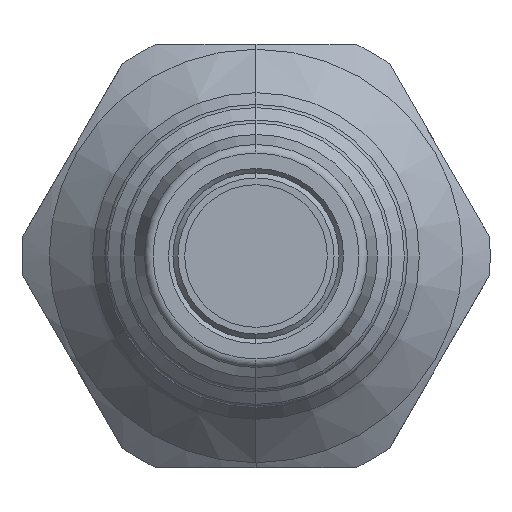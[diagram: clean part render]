
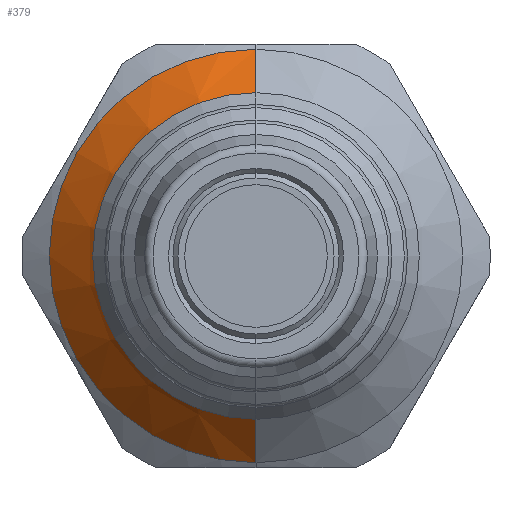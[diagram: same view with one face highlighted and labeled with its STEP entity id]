
A CAD part, left-side view. The second image highlights one B-rep face of the part: STEP entity #379.
In plain terms, the highlighted conical face has half-angle 45 degrees and reference radius 9.275 mm.
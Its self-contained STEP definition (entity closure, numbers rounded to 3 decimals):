
#14 = DIRECTION ( 'NONE',  ( 0., 0., 1. ) ) ;
#15 = CARTESIAN_POINT ( 'NONE',  ( -22.7, 0., 0. ) ) ;
#16 = DIRECTION ( 'NONE',  ( -1., 0., 0. ) ) ;
#21 = DIRECTION ( 'NONE',  ( 0., 0., 1. ) ) ;
#22 = DIRECTION ( 'NONE',  ( -1., 0., 0. ) ) ;
#23 = DIRECTION ( 'NONE',  ( 0.707, 0., 0.707 ) ) ;
#24 = CARTESIAN_POINT ( 'NONE',  ( -26.125, 0., 0. ) ) ;
#26 = CARTESIAN_POINT ( 'NONE',  ( -22.7, 0., 9.275 ) ) ;
#27 = DIRECTION ( 'NONE',  ( 0.707, 0., -0.707 ) ) ;
#30 = CARTESIAN_POINT ( 'NONE',  ( -22.7, 0., -9.275 ) ) ;
#159 = EDGE_CURVE ( 'NONE', #724, #695, #1039, .T. ) ;
#160 = EDGE_CURVE ( 'NONE', #685, #673, #1037, .T. ) ;
#161 = EDGE_CURVE ( 'NONE', #685, #724, #1034, .T. ) ;
#164 = EDGE_CURVE ( 'NONE', #673, #695, #1031, .T. ) ;
#357 = AXIS2_PLACEMENT_3D ( 'NONE', #15, #16, #14 ) ;
#358 = AXIS2_PLACEMENT_3D ( 'NONE', #24, #22, #21 ) ;
#379 = ADVANCED_FACE ( 'NONE', ( #842 ), #841, .T. ) ;
#673 = VERTEX_POINT ( 'NONE', #1466 ) ;
#685 = VERTEX_POINT ( 'NONE', #1453 ) ;
#695 = VERTEX_POINT ( 'NONE', #1444 ) ;
#724 = VERTEX_POINT ( 'NONE', #1544 ) ;
#841 = CONICAL_SURFACE ( 'NONE', #1434, 9.275, 0.785 ) ;
#842 = FACE_OUTER_BOUND ( 'NONE', #1338, .T. ) ;
#1031 = CIRCLE ( 'NONE', #357, 9.275 ) ;
#1034 = CIRCLE ( 'NONE', #358, 5.85 ) ;
#1036 = VECTOR ( 'NONE', #23, 1000. ) ;
#1037 = LINE ( 'NONE', #26, #1036 ) ;
#1038 = VECTOR ( 'NONE', #27, 1000. ) ;
#1039 = LINE ( 'NONE', #30, #1038 ) ;
#1149 = ORIENTED_EDGE ( 'NONE', *, *, #161, .F. ) ;
#1150 = ORIENTED_EDGE ( 'NONE', *, *, #160, .T. ) ;
#1151 = ORIENTED_EDGE ( 'NONE', *, *, #164, .T. ) ;
#1152 = ORIENTED_EDGE ( 'NONE', *, *, #159, .F. ) ;
#1338 = EDGE_LOOP ( 'NONE', ( #1149, #1150, #1151, #1152 ) ) ;
#1434 = AXIS2_PLACEMENT_3D ( 'NONE', #1526, #1527, #1524 ) ;
#1444 = CARTESIAN_POINT ( 'NONE',  ( -22.7, 0., -9.275 ) ) ;
#1453 = CARTESIAN_POINT ( 'NONE',  ( -26.125, 0., 5.85 ) ) ;
#1466 = CARTESIAN_POINT ( 'NONE',  ( -22.7, 0., 9.275 ) ) ;
#1524 = DIRECTION ( 'NONE',  ( 0., 0., -1. ) ) ;
#1526 = CARTESIAN_POINT ( 'NONE',  ( -22.7, 0., 0. ) ) ;
#1527 = DIRECTION ( 'NONE',  ( 1., 0., 0. ) ) ;
#1544 = CARTESIAN_POINT ( 'NONE',  ( -26.125, 0., -5.85 ) ) ;
